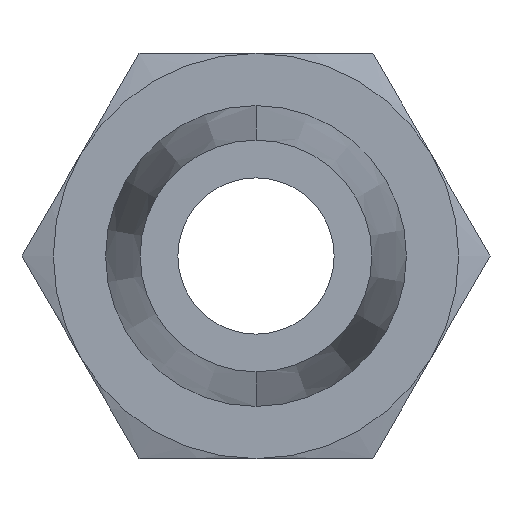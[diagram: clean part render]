
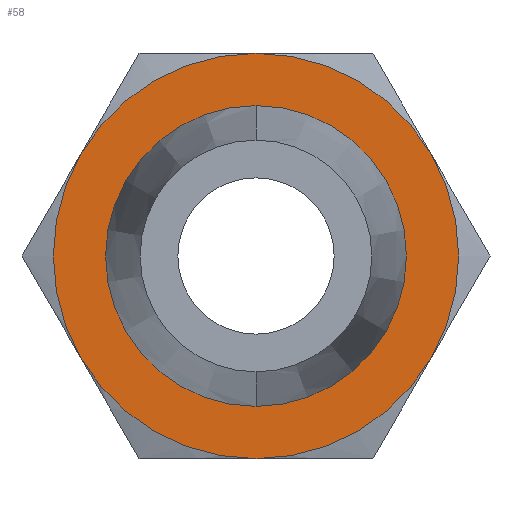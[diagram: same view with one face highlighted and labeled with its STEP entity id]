
A CAD part, front view. The second image highlights one B-rep face of the part: STEP entity #58.
In plain terms, the highlighted planar face has unit normal (0, -1, 0).
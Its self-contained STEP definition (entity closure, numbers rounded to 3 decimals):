
#58=ADVANCED_FACE('NONE',(#107,#108),#109,.T.);
#107=FACE_OUTER_BOUND('',#185,.T.);
#108=FACE_BOUND('',#186,.T.);
#109=PLANE('',#187);
#185=EDGE_LOOP('',(#335,#336,#337,#338,#339,#340));
#186=EDGE_LOOP('',(#341,#342));
#187=AXIS2_PLACEMENT_3D('',#343,#344,#345);
#335=ORIENTED_EDGE('',*,*,#552,.T.);
#336=ORIENTED_EDGE('',*,*,#553,.T.);
#337=ORIENTED_EDGE('',*,*,#554,.T.);
#338=ORIENTED_EDGE('',*,*,#555,.T.);
#339=ORIENTED_EDGE('',*,*,#556,.T.);
#340=ORIENTED_EDGE('',*,*,#557,.T.);
#341=ORIENTED_EDGE('',*,*,#510,.F.);
#342=ORIENTED_EDGE('',*,*,#558,.F.);
#343=CARTESIAN_POINT('',(2.0,8.5,0.0));
#344=DIRECTION('',(0.0,-1.0,0.0));
#345=DIRECTION('',(0.0,0.0,-1.0));
#510=EDGE_CURVE('NONE',#596,#597,#598,.T.);
#552=EDGE_CURVE('NONE',#623,#635,#674,.T.);
#553=EDGE_CURVE('NONE',#635,#644,#675,.T.);
#554=EDGE_CURVE('NONE',#644,#653,#676,.T.);
#555=EDGE_CURVE('NONE',#653,#662,#677,.T.);
#556=EDGE_CURVE('NONE',#662,#668,#678,.T.);
#557=EDGE_CURVE('NONE',#668,#623,#679,.T.);
#558=EDGE_CURVE('NONE',#597,#596,#680,.T.);
#596=VERTEX_POINT('NONE',#724);
#597=VERTEX_POINT('NONE',#725);
#598=CIRCLE('',#726,2.0);
#623=VERTEX_POINT('NONE',#758);
#635=VERTEX_POINT('NONE',#784);
#644=VERTEX_POINT('NONE',#806);
#653=VERTEX_POINT('NONE',#828);
#662=VERTEX_POINT('NONE',#850);
#668=VERTEX_POINT('NONE',#868);
#674=CIRCLE('',#886,3.5);
#675=CIRCLE('',#887,3.5);
#676=CIRCLE('',#888,3.5);
#677=CIRCLE('',#889,3.5);
#678=CIRCLE('',#890,3.5);
#679=CIRCLE('',#891,3.5);
#680=CIRCLE('',#892,2.0);
#724=CARTESIAN_POINT('',(0.0,8.5,-2.0));
#725=CARTESIAN_POINT('',(0.,8.5,2.0));
#726=AXIS2_PLACEMENT_3D('',#930,#931,#932);
#758=CARTESIAN_POINT('',(-3.031,8.5,-1.75));
#784=CARTESIAN_POINT('',(0.,8.5,-3.5));
#806=CARTESIAN_POINT('',(3.031,8.5,-1.75));
#828=CARTESIAN_POINT('',(3.031,8.5,1.75));
#850=CARTESIAN_POINT('',(0.,8.5,3.5));
#868=CARTESIAN_POINT('',(-3.031,8.5,1.75));
#886=AXIS2_PLACEMENT_3D('',#960,#961,#962);
#887=AXIS2_PLACEMENT_3D('',#963,#964,#965);
#888=AXIS2_PLACEMENT_3D('',#966,#967,#968);
#889=AXIS2_PLACEMENT_3D('',#969,#970,#971);
#890=AXIS2_PLACEMENT_3D('',#972,#973,#974);
#891=AXIS2_PLACEMENT_3D('',#975,#976,#977);
#892=AXIS2_PLACEMENT_3D('',#978,#979,#980);
#930=CARTESIAN_POINT('',(0.0,8.5,0.0));
#931=DIRECTION('',(0.0,-1.0,0.0));
#932=DIRECTION('',(0.0,0.0,-1.0));
#960=CARTESIAN_POINT('',(0.0,8.5,0.0));
#961=DIRECTION('',(0.0,-1.0,0.0));
#962=DIRECTION('',(0.0,0.0,-1.0));
#963=CARTESIAN_POINT('',(0.0,8.5,0.0));
#964=DIRECTION('',(0.0,-1.0,0.0));
#965=DIRECTION('',(0.0,0.0,-1.0));
#966=CARTESIAN_POINT('',(0.0,8.5,0.0));
#967=DIRECTION('',(0.0,-1.0,0.0));
#968=DIRECTION('',(0.0,0.0,-1.0));
#969=CARTESIAN_POINT('',(0.0,8.5,0.0));
#970=DIRECTION('',(0.0,-1.0,0.0));
#971=DIRECTION('',(0.0,0.0,-1.0));
#972=CARTESIAN_POINT('',(0.0,8.5,0.0));
#973=DIRECTION('',(0.0,-1.0,0.0));
#974=DIRECTION('',(0.0,0.0,-1.0));
#975=CARTESIAN_POINT('',(0.0,8.5,0.0));
#976=DIRECTION('',(0.0,-1.0,0.0));
#977=DIRECTION('',(0.0,0.0,-1.0));
#978=CARTESIAN_POINT('',(0.0,8.5,0.0));
#979=DIRECTION('',(0.0,-1.0,0.0));
#980=DIRECTION('',(0.0,0.0,-1.0));
